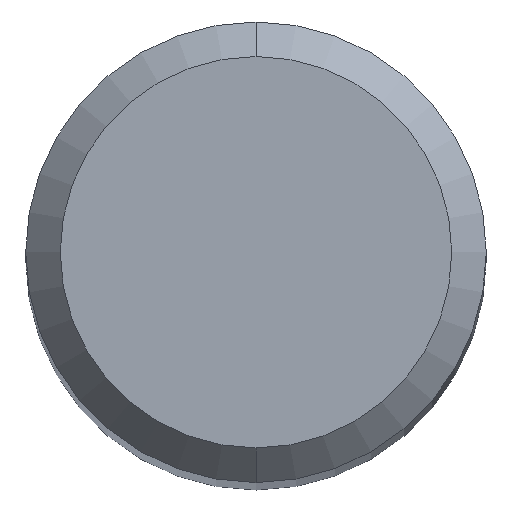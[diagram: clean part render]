
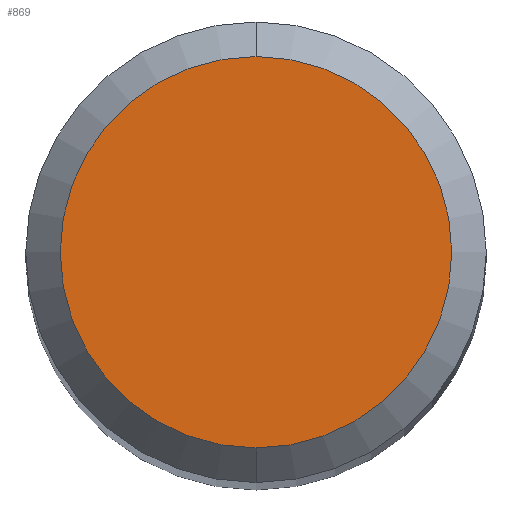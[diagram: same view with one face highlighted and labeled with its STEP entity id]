
A CAD part, top view. The second image highlights one B-rep face of the part: STEP entity #869.
In plain terms, the highlighted planar face has unit normal (0, 0, 1).
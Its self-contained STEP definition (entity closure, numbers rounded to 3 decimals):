
#313=VERTEX_POINT('',#892);
#527=VERTEX_POINT('',#1125);
#673=EDGE_CURVE('',#527,#313,#1290,.T.);
#799=EDGE_CURVE('',#313,#527,#1426,.T.);
#869=ADVANCED_FACE('',(#1503),#1504,.T.);
#892=CARTESIAN_POINT('',(0.,-1.7,0.0));
#1125=CARTESIAN_POINT('',(0.0,1.7,0.0));
#1290=CIRCLE('',#2324,1.7);
#1426=CIRCLE('',#2558,1.7);
#1503=FACE_OUTER_BOUND('',#2695,.T.);
#1504=PLANE('',#2696);
#2324=AXIS2_PLACEMENT_3D('',#3210,#3211,#3212);
#2558=AXIS2_PLACEMENT_3D('',#3393,#3394,#3395);
#2695=EDGE_LOOP('',(#3480,#3481));
#2696=AXIS2_PLACEMENT_3D('',#3482,#3483,#3484);
#3210=CARTESIAN_POINT('',(0.0,0.0,0.0));
#3211=DIRECTION('',(0.0,0.0,-1.0));
#3212=DIRECTION('',(0.0,1.0,0.0));
#3393=CARTESIAN_POINT('',(0.0,0.0,0.0));
#3394=DIRECTION('',(0.0,0.0,-1.0));
#3395=DIRECTION('',(0.0,1.0,0.0));
#3480=ORIENTED_EDGE('',*,*,#673,.F.);
#3481=ORIENTED_EDGE('',*,*,#799,.F.);
#3482=CARTESIAN_POINT('',(0.0,0.85,0.0));
#3483=DIRECTION('',(-0.0,0.0,1.0));
#3484=DIRECTION('',(0.0,-1.0,0.0));
